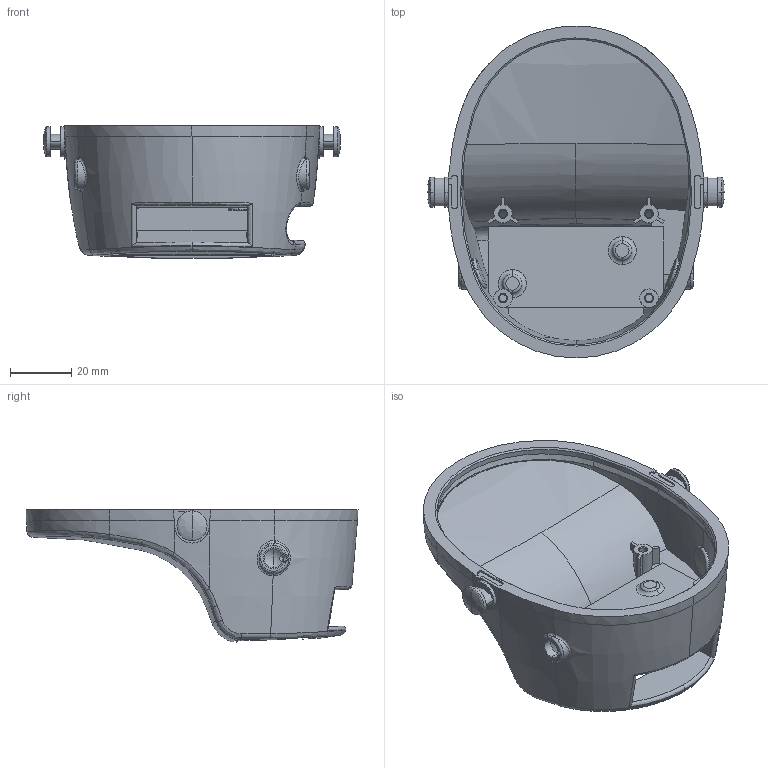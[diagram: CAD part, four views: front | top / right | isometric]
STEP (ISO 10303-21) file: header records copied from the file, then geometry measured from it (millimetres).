
FILE_DESCRIPTION (( 'STEP AP203' ), '1' );
FILE_NAME ('EARCUP_BODY_RIGHT_LOW_PROFILE_REV-C.STEP', '2019-04-11T15:42:37', ( '' ), ( '' ), 'SwSTEP 2.0', 'SolidWorks 2018', '' );
FILE_SCHEMA (( 'CONFIG_CONTROL_DESIGN' ));
Length unit declared in the file: inch
Products named in the file (1): EARCUP_BODY_RIGHT_LOW_PROFILE_REV-C
Bounding box: 96.9 x 108.28 x 43.29 mm (x, y, z)
Volume: 61320.9 mm3; surface area: 33920.4 mm2
Topology: 1 solids, 1 shells, 380 faces, 968 edges, 596 vertices
Faces by surface type: plane 112, bspline 108, cylinder 71, cone 43, torus 42, sphere 4
Entity records: 21105 total; most frequent: CARTESIAN_POINT 12827, ORIENTED_EDGE 1920, DIRECTION 1442, EDGE_CURVE 960, VERTEX_POINT 596, AXIS2_PLACEMENT_3D 564, EDGE_LOOP 398, FACE_OUTER_BOUND 380
